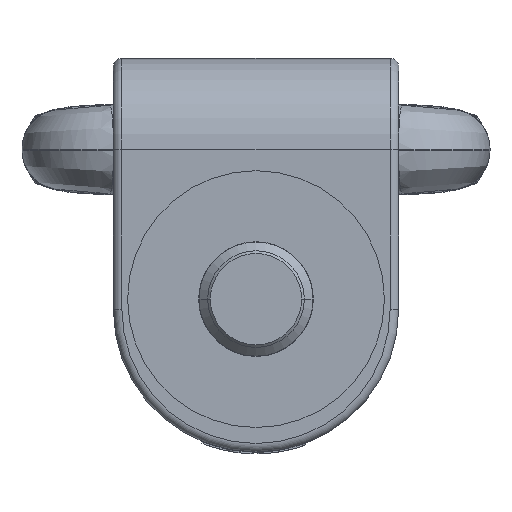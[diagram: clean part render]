
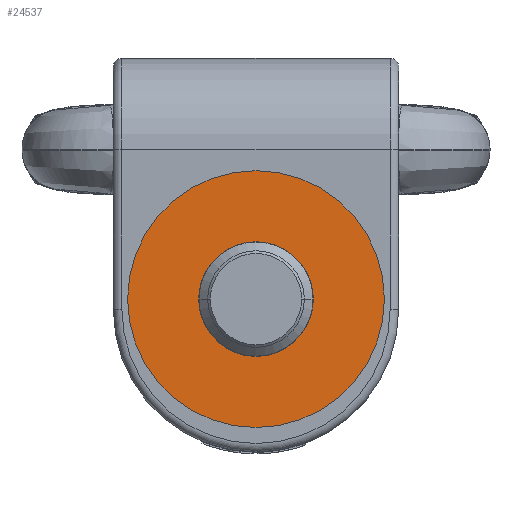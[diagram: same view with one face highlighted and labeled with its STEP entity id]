
A CAD part, front view. The second image highlights one B-rep face of the part: STEP entity #24537.
In plain terms, the highlighted face is planar.
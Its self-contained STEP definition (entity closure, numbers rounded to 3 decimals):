
#24376=CARTESIAN_POINT('',(0.,0.,21.4));
#24377=DIRECTION('',(0.,0.,-1.));
#24378=DIRECTION('',(1.,0.,0.));
#24379=AXIS2_PLACEMENT_3D('',#24376,#24377,#24378);
#24381=CARTESIAN_POINT('',(0.,0.,21.4));
#24382=DIRECTION('',(0.,0.,1.));
#24383=DIRECTION('',(1.,0.,0.));
#24384=AXIS2_PLACEMENT_3D('',#24381,#24382,#24383);
#24386=CARTESIAN_POINT('',(0.,0.,21.4));
#24387=DIRECTION('',(0.,0.,1.));
#24388=DIRECTION('',(1.,0.,0.));
#24389=AXIS2_PLACEMENT_3D('',#24386,#24387,#24388);
#24399=CARTESIAN_POINT('',(0.,0.,21.4));
#24400=DIRECTION('',(0.,0.,-1.));
#24401=DIRECTION('',(1.,0.,0.));
#24402=AXIS2_PLACEMENT_3D('',#24399,#24400,#24401);
#24488=CARTESIAN_POINT('',(22.5,0.,21.4));
#24490=VERTEX_POINT('',#24488);
#24501=CARTESIAN_POINT('',(10.05,0.,21.4));
#24503=VERTEX_POINT('',#24501);
#24504=CARTESIAN_POINT('',(-22.5,0.,21.4));
#24506=VERTEX_POINT('',#24504);
#24517=CARTESIAN_POINT('',(-10.05,0.,21.4));
#24519=VERTEX_POINT('',#24517);
#24520=CARTESIAN_POINT('',(0.,0.,21.4));
#24521=DIRECTION('',(0.,0.,1.));
#24522=DIRECTION('',(-1.,0.,0.));
#24523=AXIS2_PLACEMENT_3D('',#24520,#24521,#24522);
#24524=PLANE('',#24523);
#24526=ORIENTED_EDGE('',*,*,#24525,.F.);
#24528=ORIENTED_EDGE('',*,*,#24527,.T.);
#24529=EDGE_LOOP('',(#24526,#24528));
#24530=FACE_OUTER_BOUND('',#24529,.F.);
#24532=ORIENTED_EDGE('',*,*,#24531,.F.);
#24534=ORIENTED_EDGE('',*,*,#24533,.T.);
#24535=EDGE_LOOP('',(#24532,#24534));
#24536=FACE_BOUND('',#24535,.F.);
#24537=ADVANCED_FACE('',(#24530,#24536),#24524,.T.);
#24380=CIRCLE('',#24379,10.05);
#24385=CIRCLE('',#24384,10.05);
#24390=CIRCLE('',#24389,22.5);
#24403=CIRCLE('',#24402,22.5);
#24525=EDGE_CURVE('',#24490,#24506,#24390,.T.);
#24527=EDGE_CURVE('',#24490,#24506,#24403,.T.);
#24531=EDGE_CURVE('',#24503,#24519,#24380,.T.);
#24533=EDGE_CURVE('',#24503,#24519,#24385,.T.);
